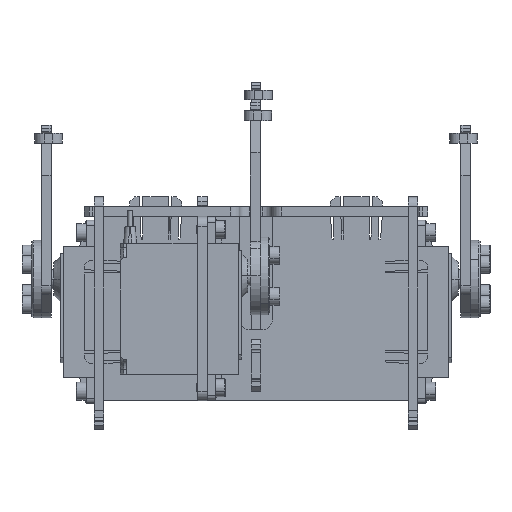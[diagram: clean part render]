
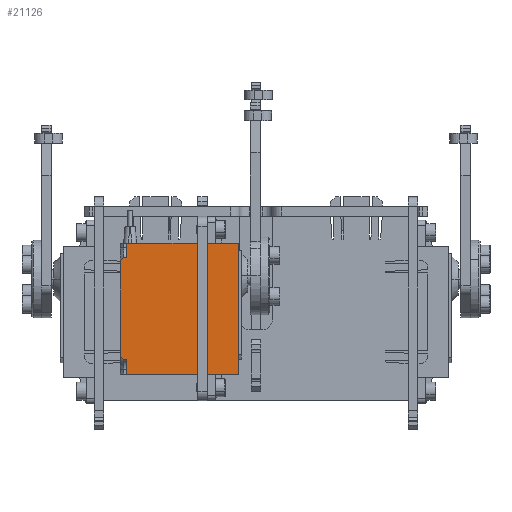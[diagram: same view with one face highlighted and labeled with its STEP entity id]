
A CAD part, front view. The second image highlights one B-rep face of the part: STEP entity #21126.
In plain terms, the highlighted face is planar.
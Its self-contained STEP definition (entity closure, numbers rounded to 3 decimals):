
#26 = ORIENTED_EDGE ( 'NONE', *, *, #5794, .F. ) ;
#140 = FACE_OUTER_BOUND ( 'NONE', #6211, .T. ) ;
#220 = VECTOR ( 'NONE', #2489, 1000. ) ;
#309 = CARTESIAN_POINT ( 'NONE',  ( 15.75, 2., 10.15 ) ) ;
#638 = EDGE_CURVE ( 'NONE', #13127, #7413, #28521, .T. ) ;
#1003 = ORIENTED_EDGE ( 'NONE', *, *, #638, .T. ) ;
#1174 = EDGE_CURVE ( 'NONE', #15823, #15146, #14400, .T. ) ;
#1622 = VERTEX_POINT ( 'NONE', #16625 ) ;
#1879 = CARTESIAN_POINT ( 'NONE',  ( -20.25, 36.4, 10.15 ) ) ;
#2222 = CARTESIAN_POINT ( 'NONE',  ( -14.75, 0., 10.15 ) ) ;
#2489 = DIRECTION ( 'NONE',  ( 0., -1., 0. ) ) ;
#2826 = EDGE_CURVE ( 'NONE', #7413, #18530, #8528, .T. ) ;
#3561 = VECTOR ( 'NONE', #16491, 1000. ) ;
#3981 = VECTOR ( 'NONE', #23121, 1000. ) ;
#4162 = LINE ( 'NONE', #31582, #23179 ) ;
#4685 = EDGE_CURVE ( 'NONE', #21442, #5549, #4162, .T. ) ;
#5549 = VERTEX_POINT ( 'NONE', #16697 ) ;
#5794 = EDGE_CURVE ( 'NONE', #15823, #18530, #13452, .T. ) ;
#6211 = EDGE_LOOP ( 'NONE', ( #6303, #15722, #27961, #13971, #27933, #1003, #6880, #26, #6382, #30621 ) ) ;
#6303 = ORIENTED_EDGE ( 'NONE', *, *, #4685, .F. ) ;
#6382 = ORIENTED_EDGE ( 'NONE', *, *, #1174, .T. ) ;
#6880 = ORIENTED_EDGE ( 'NONE', *, *, #2826, .T. ) ;
#7413 = VERTEX_POINT ( 'NONE', #26761 ) ;
#8007 = AXIS2_PLACEMENT_3D ( 'NONE', #8874, #8777, #8757 ) ;
#8528 = LINE ( 'NONE', #26012, #20914 ) ;
#8757 = DIRECTION ( 'NONE',  ( -1., 0., 0. ) ) ;
#8777 = DIRECTION ( 'NONE',  ( 0., 0., -1. ) ) ;
#8874 = CARTESIAN_POINT ( 'NONE',  ( -20.25, 37.4, 10.15 ) ) ;
#8944 = EDGE_CURVE ( 'NONE', #13818, #1622, #26835, .T. ) ;
#8957 = PLANE ( 'NONE',  #8007 ) ;
#10841 = LINE ( 'NONE', #31933, #29027 ) ;
#11021 = VECTOR ( 'NONE', #21482, 1000. ) ;
#13127 = VERTEX_POINT ( 'NONE', #2222 ) ;
#13434 = CARTESIAN_POINT ( 'NONE',  ( -20.25, 2., 10.15 ) ) ;
#13452 = LINE ( 'NONE', #309, #220 ) ;
#13818 = VERTEX_POINT ( 'NONE', #17760 ) ;
#13971 = ORIENTED_EDGE ( 'NONE', *, *, #8944, .T. ) ;
#14400 = LINE ( 'NONE', #20458, #26800 ) ;
#14568 = DIRECTION ( 'NONE',  ( 0., -1., 0. ) ) ;
#14571 = CARTESIAN_POINT ( 'NONE',  ( 15.75, 1., 10.15 ) ) ;
#15146 = VERTEX_POINT ( 'NONE', #26862 ) ;
#15516 = EDGE_CURVE ( 'NONE', #5549, #15146, #22219, .T. ) ;
#15722 = ORIENTED_EDGE ( 'NONE', *, *, #26554, .T. ) ;
#15723 = EDGE_CURVE ( 'NONE', #13818, #18561, #18307, .T. ) ;
#15823 = VERTEX_POINT ( 'NONE', #20731 ) ;
#16273 = EDGE_CURVE ( 'NONE', #1622, #13127, #16730, .T. ) ;
#16491 = DIRECTION ( 'NONE',  ( 0.707, -0.707, 0. ) ) ;
#16625 = CARTESIAN_POINT ( 'NONE',  ( -15.75, 1., 10.15 ) ) ;
#16637 = CARTESIAN_POINT ( 'NONE',  ( -15.75, 1., 10.15 ) ) ;
#16697 = CARTESIAN_POINT ( 'NONE',  ( 20.25, 36.4, 10.15 ) ) ;
#16730 = LINE ( 'NONE', #16637, #3561 ) ;
#17443 = DIRECTION ( 'NONE',  ( 1., 0., 0. ) ) ;
#17760 = CARTESIAN_POINT ( 'NONE',  ( -15.75, 2., 10.15 ) ) ;
#18307 = LINE ( 'NONE', #21586, #11021 ) ;
#18530 = VERTEX_POINT ( 'NONE', #14571 ) ;
#18561 = VERTEX_POINT ( 'NONE', #13434 ) ;
#20257 = VECTOR ( 'NONE', #23915, 1000. ) ;
#20458 = CARTESIAN_POINT ( 'NONE',  ( 20.25, 2., 10.15 ) ) ;
#20731 = CARTESIAN_POINT ( 'NONE',  ( 15.75, 2., 10.15 ) ) ;
#20914 = VECTOR ( 'NONE', #26079, 1000. ) ;
#21126 = ADVANCED_FACE ( 'NONE', ( #140 ), #8957, .F. ) ;
#21442 = VERTEX_POINT ( 'NONE', #1879 ) ;
#21482 = DIRECTION ( 'NONE',  ( -1., 0., 0. ) ) ;
#21586 = CARTESIAN_POINT ( 'NONE',  ( -20.25, 2., 10.15 ) ) ;
#21892 = VECTOR ( 'NONE', #28730, 1000. ) ;
#22219 = LINE ( 'NONE', #23162, #3981 ) ;
#23121 = DIRECTION ( 'NONE',  ( 0., -1., 0. ) ) ;
#23162 = CARTESIAN_POINT ( 'NONE',  ( 20.25, 37.4, 10.15 ) ) ;
#23179 = VECTOR ( 'NONE', #30969, 1000. ) ;
#23915 = DIRECTION ( 'NONE',  ( 0., -1., 0. ) ) ;
#24075 = CARTESIAN_POINT ( 'NONE',  ( -15.75, 2., 10.15 ) ) ;
#26012 = CARTESIAN_POINT ( 'NONE',  ( 14.75, 0., 10.15 ) ) ;
#26079 = DIRECTION ( 'NONE',  ( 0.707, 0.707, 0. ) ) ;
#26554 = EDGE_CURVE ( 'NONE', #21442, #18561, #10841, .T. ) ;
#26761 = CARTESIAN_POINT ( 'NONE',  ( 14.75, 0., 10.15 ) ) ;
#26800 = VECTOR ( 'NONE', #17443, 1000. ) ;
#26835 = LINE ( 'NONE', #24075, #20257 ) ;
#26862 = CARTESIAN_POINT ( 'NONE',  ( 20.25, 2., 10.15 ) ) ;
#27933 = ORIENTED_EDGE ( 'NONE', *, *, #16273, .T. ) ;
#27961 = ORIENTED_EDGE ( 'NONE', *, *, #15723, .F. ) ;
#28279 = CARTESIAN_POINT ( 'NONE',  ( -20.25, 0., 10.15 ) ) ;
#28521 = LINE ( 'NONE', #28279, #21892 ) ;
#28730 = DIRECTION ( 'NONE',  ( 1., 0., 0. ) ) ;
#29027 = VECTOR ( 'NONE', #14568, 1000. ) ;
#30621 = ORIENTED_EDGE ( 'NONE', *, *, #15516, .F. ) ;
#30969 = DIRECTION ( 'NONE',  ( 1., 0., 0. ) ) ;
#31582 = CARTESIAN_POINT ( 'NONE',  ( 20.25, 36.4, 10.15 ) ) ;
#31933 = CARTESIAN_POINT ( 'NONE',  ( -20.25, 37.4, 10.15 ) ) ;
